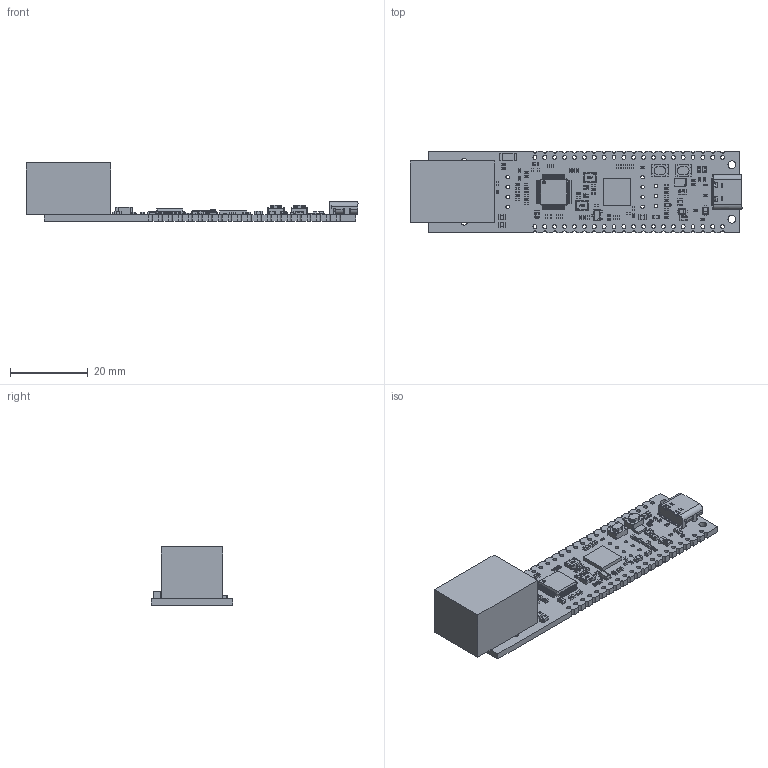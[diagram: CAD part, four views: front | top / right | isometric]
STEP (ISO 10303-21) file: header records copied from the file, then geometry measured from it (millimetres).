
FILE_DESCRIPTION(('Open CASCADE Model'),'2;1');
FILE_NAME('Open CASCADE Shape Model','2025-05-23T11:09:47',('Author'),( 'Open CASCADE'),'Open CASCADE STEP processor 6.8','Open CASCADE 6.8' ,'Unknown');
FILE_SCHEMA(('AUTOMOTIVE_DESIGN { 1 0 10303 214 1 1 1 1 }'));
Length unit declared in the file: millimetre
Products named in the file (169): PCB; Board; Open CASCADE STEP translator 6.8 5.1.1; Open CASCADE STEP translator 6.8 5.1.1.1; R38; RES_C1005X04N; R37; R6; R36; R35; R34; L3; 7060271824; L2; 7060260624; D2; SOD-323F; SW3dPS-SOD-323F_Board5; SW3dPS-SOD-323F_Free-Models3; SW3dPS-SOD-323F_BODYSOD323F_3; SW3dPS-SOD-323F_Free-Models4; SW3dPS-SOD-323F_358340561; SW3dPS-SOD-323F_Extruded9; SW3dPS-SOD-323F_Board4; SW3dPS-SOD-323F_358337361; SW3dPS-SOD-323F_Extruded8; SW3dPS-SOD-323F_BODYSOD323F_4; SW3dPS-SOD-323F_Free-Models5; SW3dPS-SOD-323F_358339793; SW3dPS-SOD-323F_Extruded10; SW3dPS-SOD-323F_Board3; SW3dPS-SOD-323F_358338001; SW3dPS-SOD-323F_Extruded7; SW3dPS-SOD-323F_358337489; SW3dPS-SOD-323F_Extruded6; SW3dPS-SOD-323F_358337745; SW3dPS-SOD-323F_Extruded11; C40; CAPC1005X06; C39 ...
Assembly tree (254 placements, depth 8):
  PCB
    Board
      Open CASCADE STEP translator 6.8 5.1.1
        Open CASCADE STEP translator 6.8 5.1.1.1
    R38
      RES_C1005X04N
    R37
      RES_C1005X04N
    R6
      RES_C1005X04N
    R36
      RES_C1005X04N
    R35
      RES_C1005X04N
    R34
      RES_C1005X04N
    L3
      7060271824
    L2
      7060260624
    D2
      SOD-323F
        SW3dPS-SOD-323F_Board5
        SW3dPS-SOD-323F_Free-Models3
          SW3dPS-SOD-323F_BODYSOD323F_3  x2
            SW3dPS-SOD-323F_Free-Models4
              SW3dPS-SOD-323F_358340561
                SW3dPS-SOD-323F_Extruded9
            SW3dPS-SOD-323F_Board4
          SW3dPS-SOD-323F_358337361  x2
            SW3dPS-SOD-323F_Extruded8
          SW3dPS-SOD-323F_BODYSOD323F_4  x2
            SW3dPS-SOD-323F_Free-Models5
              SW3dPS-SOD-323F_358339793
                SW3dPS-SOD-323F_Extruded10
            SW3dPS-SOD-323F_Board3
          SW3dPS-SOD-323F_358338001
            SW3dPS-SOD-323F_Extruded7
          SW3dPS-SOD-323F_358337489
            SW3dPS-SOD-323F_Extruded6
          SW3dPS-SOD-323F_358337745
            SW3dPS-SOD-323F_Extruded11
    C40
      CAPC1005X06
    C39
      CAPC1005X06
    C38
      User_Library-CerCaps0603
    R31
      RES_C1005X04N
    LD2
      LED-0603-GREEN
        User_Library-LTST-C190GKT_Pad005
        User_Library-LTST-C190GKT_Pad001
        User_Library-LTST-C190GKT_Pad004
        User_Library-LTST-C190GKT_Pad003
        User_Library-LTST-C190GKT_Lens
        User_Library-LTST-C190GKT_Pad
    D1
      SOD-323F
Bounding box: 85.35 x 21 x 14.97 mm (x, y, z)
Volume: 7563.1 mm3; surface area: 7120.5 mm2
Topology: 204 solids, 204 shells, 8264 faces, 23575 edges, 15432 vertices
Faces by surface type: plane 4339, cylinder 2756, bspline 1043, sphere 104, cone 22
Full cylindrical faces by diameter (mm): 0.25 x1, 0.6 x2, 0.914 x11, 1 x54, 1.6 x2, 2 x2, 3.3 x2
Entity records: 95064 total; most frequent: CARTESIAN_POINT 18342, ORIENTED_EDGE 13214, DIRECTION 13062, EDGE_CURVE 6607, LINE 4868, VECTOR 4868, VERTEX_POINT 4297, AXIS2_PLACEMENT_3D 4097
